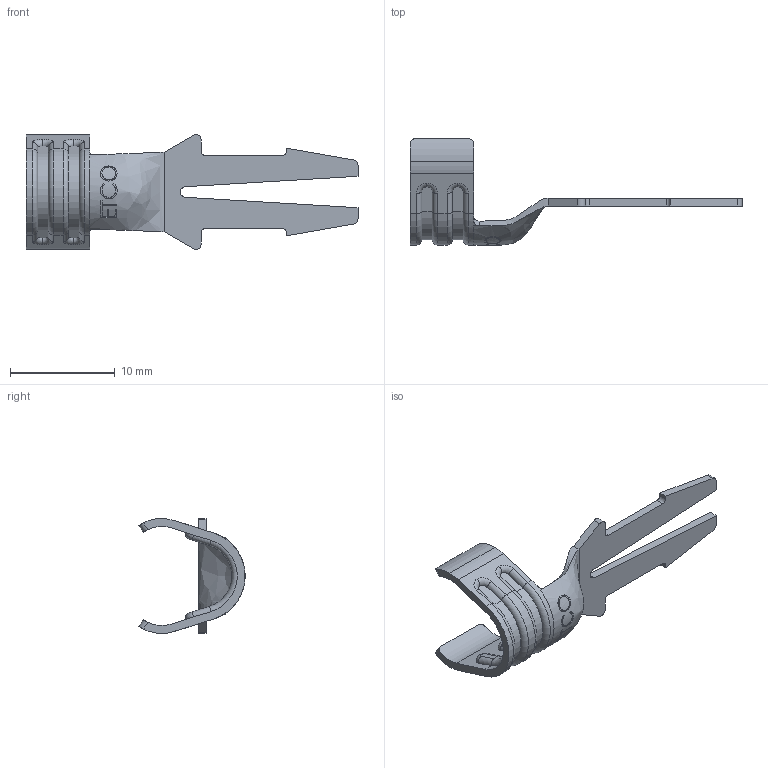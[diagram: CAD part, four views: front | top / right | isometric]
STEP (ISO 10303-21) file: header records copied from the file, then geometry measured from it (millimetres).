
FILE_DESCRIPTION (( 'STEP AP203' ), '1' );
FILE_NAME ('DT780.STEP', '2019-11-05T15:23:30', ( 'tempuser' ), ( 'Microsoft' ), 'SwSTEP 2.0', 'SolidWorks 2019', '' );
FILE_SCHEMA (( 'CONFIG_CONTROL_DESIGN' ));
Length unit declared in the file: inch
Products named in the file (1): DT780
Bounding box: 31.75 x 10.16 x 11 mm (x, y, z)
Volume: 237.8 mm3; surface area: 777.3 mm2
Topology: 1 solids, 1 shells, 153 faces, 408 edges, 262 vertices
Faces by surface type: bspline 50, cylinder 46, plane 33, torus 24
Entity records: 8713 total; most frequent: CARTESIAN_POINT 5148, ORIENTED_EDGE 816, DIRECTION 601, EDGE_CURVE 408, VERTEX_POINT 262, AXIS2_PLACEMENT_3D 234, EDGE_LOOP 158, ADVANCED_FACE 153
